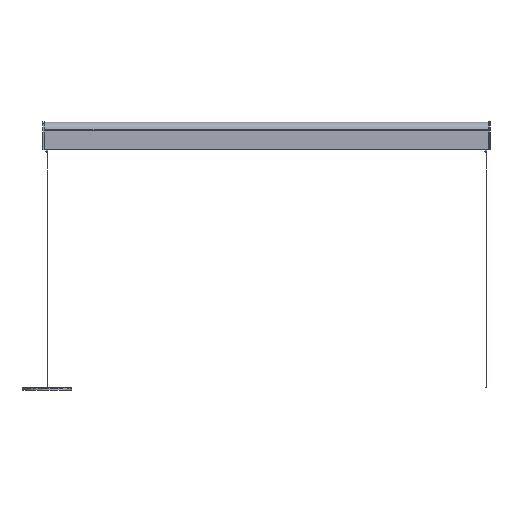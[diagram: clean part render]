
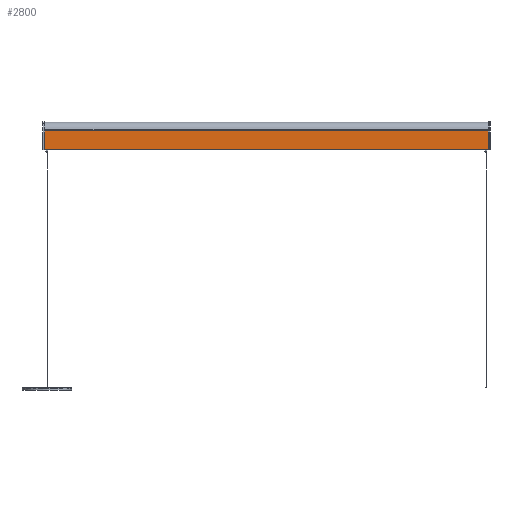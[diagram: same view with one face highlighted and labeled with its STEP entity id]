
A CAD part, front view. The second image highlights one B-rep face of the part: STEP entity #2800.
In plain terms, the highlighted planar face has unit normal (0, -1, 0).
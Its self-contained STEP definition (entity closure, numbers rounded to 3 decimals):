
#516=LINE('',#15753,#1390);
#517=LINE('',#15756,#1391);
#518=LINE('',#15758,#1392);
#519=LINE('',#15760,#1393);
#1390=VECTOR('',#12625,1.);
#1391=VECTOR('',#12626,1.);
#1392=VECTOR('',#12627,1.);
#1393=VECTOR('',#12628,1.);
#2800=ADVANCED_FACE('',(#3667),#3399,.F.);
#3399=PLANE('',#11345);
#3667=FACE_OUTER_BOUND('',#4286,.T.);
#4286=EDGE_LOOP('',(#5109,#5110,#5111,#5112));
#5109=ORIENTED_EDGE('',*,*,#9238,.F.);
#5110=ORIENTED_EDGE('',*,*,#9239,.T.);
#5111=ORIENTED_EDGE('',*,*,#9240,.T.);
#5112=ORIENTED_EDGE('',*,*,#9241,.F.);
#8189=VERTEX_POINT('',#15754);
#8190=VERTEX_POINT('',#15755);
#8191=VERTEX_POINT('',#15757);
#8192=VERTEX_POINT('',#15759);
#9238=EDGE_CURVE('',#8189,#8190,#516,.T.);
#9239=EDGE_CURVE('',#8189,#8191,#517,.T.);
#9240=EDGE_CURVE('',#8191,#8192,#518,.T.);
#9241=EDGE_CURVE('',#8190,#8192,#519,.T.);
#11345=AXIS2_PLACEMENT_3D('',#15761,#12629,#12630);
#12625=DIRECTION('',(0.,0.,-1.));
#12626=DIRECTION('',(-1.,0.,0.));
#12627=DIRECTION('',(0.,0.,-1.));
#12628=DIRECTION('',(-1.,0.,0.));
#12629=DIRECTION('',(0.,1.,0.));
#12630=DIRECTION('',(0.,0.,1.));
#15753=CARTESIAN_POINT('',(1139.,-19.685,13.02));
#15754=CARTESIAN_POINT('',(1139.,-19.685,13.02));
#15755=CARTESIAN_POINT('',(1139.,-19.685,-36.644));
#15756=CARTESIAN_POINT('',(3810.,-19.685,13.02));
#15757=CARTESIAN_POINT('',(0.,-19.685,13.02));
#15758=CARTESIAN_POINT('',(0.,-19.685,13.02));
#15759=CARTESIAN_POINT('',(0.,-19.685,-36.644));
#15760=CARTESIAN_POINT('',(3810.,-19.685,-36.644));
#15761=CARTESIAN_POINT('',(3810.,-19.685,13.02));
